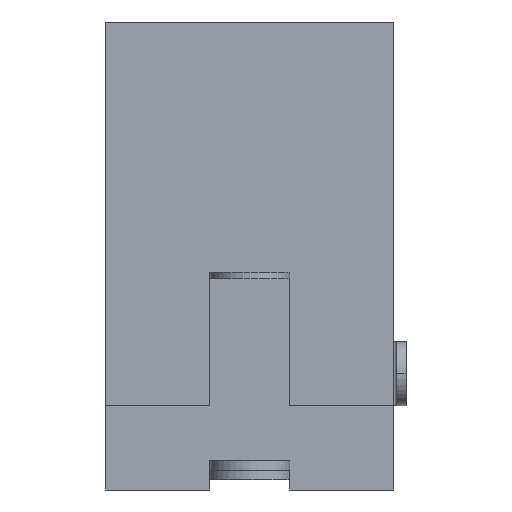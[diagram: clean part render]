
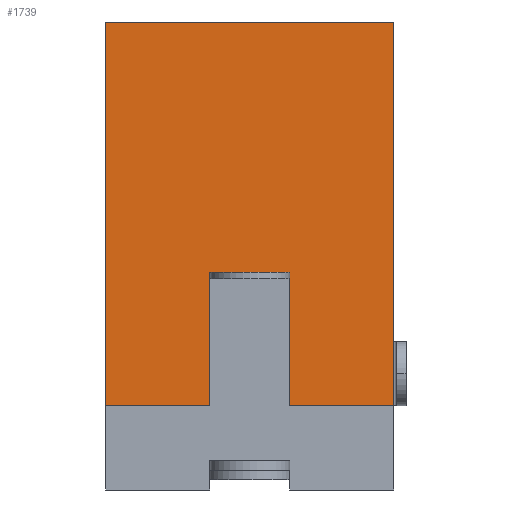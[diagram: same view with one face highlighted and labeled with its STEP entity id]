
A CAD part, front view. The second image highlights one B-rep face of the part: STEP entity #1739.
In plain terms, the highlighted planar face has unit normal (0, -1, 0).
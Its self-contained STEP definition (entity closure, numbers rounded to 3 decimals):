
#50 = CARTESIAN_POINT ( 'NONE',  ( 1.25, 4.3, -5.14 ) ) ;
#60 = EDGE_CURVE ( 'NONE', #2042, #1766, #1054, .T. ) ;
#100 = EDGE_CURVE ( 'NONE', #1765, #1131, #1115, .T. ) ;
#105 = ORIENTED_EDGE ( 'NONE', *, *, #100, .F. ) ;
#212 = EDGE_CURVE ( 'NONE', #1766, #1936, #2161, .T. ) ;
#213 = CARTESIAN_POINT ( 'NONE',  ( -4.5, 4.3, -5.14 ) ) ;
#223 = VECTOR ( 'NONE', #475, 1000. ) ;
#263 = ORIENTED_EDGE ( 'NONE', *, *, #1363, .F. ) ;
#270 = DIRECTION ( 'NONE',  ( 1., 0., 0. ) ) ;
#285 = VECTOR ( 'NONE', #1496, 1000. ) ;
#292 = LINE ( 'NONE', #1425, #1669 ) ;
#412 = LINE ( 'NONE', #2406, #718 ) ;
#475 = DIRECTION ( 'NONE',  ( -1., 0., 0. ) ) ;
#492 = AXIS2_PLACEMENT_3D ( 'NONE', #1810, #1995, #522 ) ;
#522 = DIRECTION ( 'NONE',  ( -1., 0., 0. ) ) ;
#529 = CARTESIAN_POINT ( 'NONE',  ( -1.25, 4.3, -1.17 ) ) ;
#550 = CARTESIAN_POINT ( 'NONE',  ( 4.5, 4.3, -5.14 ) ) ;
#567 = VECTOR ( 'NONE', #910, 1000. ) ;
#717 = ORIENTED_EDGE ( 'NONE', *, *, #1445, .T. ) ;
#718 = VECTOR ( 'NONE', #1884, 1000. ) ;
#737 = CARTESIAN_POINT ( 'NONE',  ( -1.25, 4.3, -1.17 ) ) ;
#744 = VERTEX_POINT ( 'NONE', #213 ) ;
#910 = DIRECTION ( 'NONE',  ( 0., 0., -1. ) ) ;
#950 = ORIENTED_EDGE ( 'NONE', *, *, #1611, .F. ) ;
#1017 = VECTOR ( 'NONE', #1677, 1000. ) ;
#1054 = LINE ( 'NONE', #1284, #1346 ) ;
#1070 = CARTESIAN_POINT ( 'NONE',  ( -1.25, 4.3, -5.14 ) ) ;
#1115 = LINE ( 'NONE', #529, #567 ) ;
#1131 = VERTEX_POINT ( 'NONE', #1070 ) ;
#1162 = EDGE_CURVE ( 'NONE', #2266, #1765, #292, .T. ) ;
#1204 = LINE ( 'NONE', #2129, #223 ) ;
#1236 = VECTOR ( 'NONE', #270, 1000. ) ;
#1250 = CARTESIAN_POINT ( 'NONE',  ( -4.5, 4.3, 6.85 ) ) ;
#1284 = CARTESIAN_POINT ( 'NONE',  ( 4.5, 4.3, 6.85 ) ) ;
#1289 = CARTESIAN_POINT ( 'NONE',  ( 4.5, 4.3, -5.14 ) ) ;
#1346 = VECTOR ( 'NONE', #2230, 1000. ) ;
#1363 = EDGE_CURVE ( 'NONE', #1936, #2266, #412, .T. ) ;
#1425 = CARTESIAN_POINT ( 'NONE',  ( 1.25, 4.3, -1.17 ) ) ;
#1445 = EDGE_CURVE ( 'NONE', #1980, #744, #2329, .T. ) ;
#1457 = PLANE ( 'NONE',  #492 ) ;
#1496 = DIRECTION ( 'NONE',  ( 0., 0., -1. ) ) ;
#1558 = EDGE_CURVE ( 'NONE', #1131, #744, #1204, .T. ) ;
#1611 = EDGE_CURVE ( 'NONE', #1980, #2042, #1891, .T. ) ;
#1630 = DIRECTION ( 'NONE',  ( -1., 0., 0. ) ) ;
#1669 = VECTOR ( 'NONE', #1630, 1000. ) ;
#1677 = DIRECTION ( 'NONE',  ( -1., 0., 0. ) ) ;
#1739 = ADVANCED_FACE ( 'NONE', ( #2184 ), #1457, .F. ) ;
#1765 = VERTEX_POINT ( 'NONE', #737 ) ;
#1766 = VERTEX_POINT ( 'NONE', #550 ) ;
#1802 = ORIENTED_EDGE ( 'NONE', *, *, #212, .F. ) ;
#1810 = CARTESIAN_POINT ( 'NONE',  ( -4.5, 4.3, 6.85 ) ) ;
#1884 = DIRECTION ( 'NONE',  ( 0., 0., 1. ) ) ;
#1891 = LINE ( 'NONE', #1250, #1236 ) ;
#1936 = VERTEX_POINT ( 'NONE', #50 ) ;
#1980 = VERTEX_POINT ( 'NONE', #2339 ) ;
#1995 = DIRECTION ( 'NONE',  ( 0., 1., 0. ) ) ;
#2004 = CARTESIAN_POINT ( 'NONE',  ( 1.25, 4.3, -1.17 ) ) ;
#2042 = VERTEX_POINT ( 'NONE', #2219 ) ;
#2068 = ORIENTED_EDGE ( 'NONE', *, *, #1558, .F. ) ;
#2129 = CARTESIAN_POINT ( 'NONE',  ( 4.5, 4.3, -5.14 ) ) ;
#2161 = LINE ( 'NONE', #1289, #1017 ) ;
#2184 = FACE_OUTER_BOUND ( 'NONE', #2413, .T. ) ;
#2219 = CARTESIAN_POINT ( 'NONE',  ( 4.5, 4.3, 6.85 ) ) ;
#2230 = DIRECTION ( 'NONE',  ( 0., 0., -1. ) ) ;
#2248 = CARTESIAN_POINT ( 'NONE',  ( -4.5, 4.3, 6.85 ) ) ;
#2266 = VERTEX_POINT ( 'NONE', #2004 ) ;
#2290 = ORIENTED_EDGE ( 'NONE', *, *, #60, .F. ) ;
#2329 = LINE ( 'NONE', #2248, #285 ) ;
#2339 = CARTESIAN_POINT ( 'NONE',  ( -4.5, 4.3, 6.85 ) ) ;
#2386 = ORIENTED_EDGE ( 'NONE', *, *, #1162, .F. ) ;
#2406 = CARTESIAN_POINT ( 'NONE',  ( 1.25, 4.3, -1.17 ) ) ;
#2413 = EDGE_LOOP ( 'NONE', ( #2386, #263, #1802, #2290, #950, #717, #2068, #105 ) ) ;
